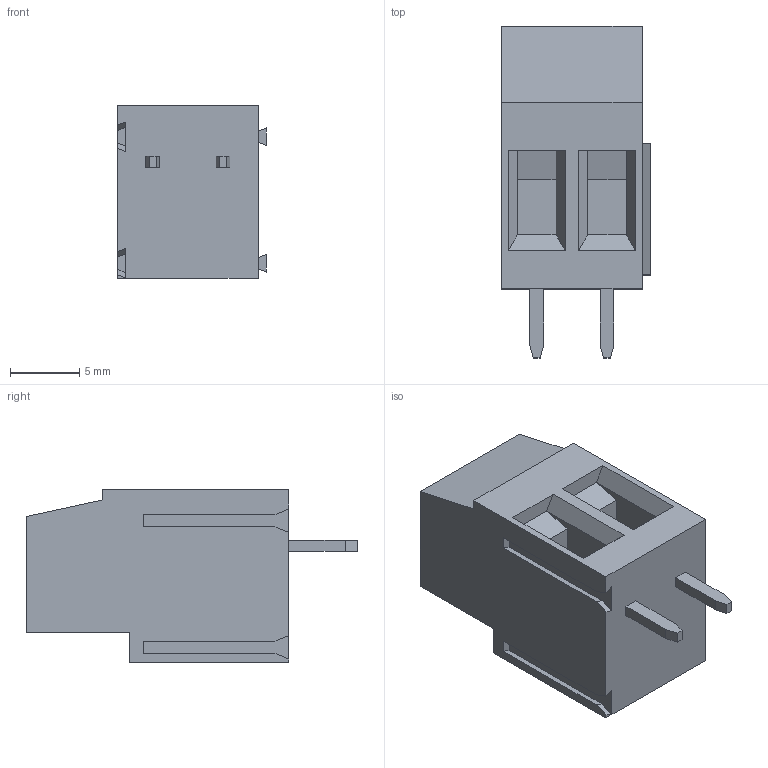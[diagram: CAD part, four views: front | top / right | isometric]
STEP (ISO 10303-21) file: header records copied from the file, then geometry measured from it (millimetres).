
FILE_DESCRIPTION(('STEP AP214'),'1');
FILE_NAME('MVSP252-5,08-V.stp','2024-08-01T08:11:51',(' '),(' '),'Spatial InterOp 3D',' ',' ');
FILE_SCHEMA(('AUTOMOTIVE_DESIGN { 1 0 10303 214 1 1 1 1 }'));
Length unit declared in the file: metre
Products named in the file (1): 1722500175
Bounding box: 10.76 x 24 x 12.5 mm (x, y, z)
Volume: 1830.2 mm3; surface area: 1665.5 mm2
Topology: 1 solids, 1 shells, 132 faces, 349 edges, 232 vertices
Faces by surface type: plane 117, cylinder 12, cone 2, extrusion 1
Full cylindrical faces by diameter (mm): 2.6 x2, 3.8 x2, 4 x2
Entity records: 5043 total; most frequent: CARTESIAN_POINT 716, ORIENTED_EDGE 674, DIRECTION 630, EDGE_CURVE 337, VECTOR 306, LINE 305, VERTEX_POINT 228, AXIS2_PLACEMENT_3D 162
